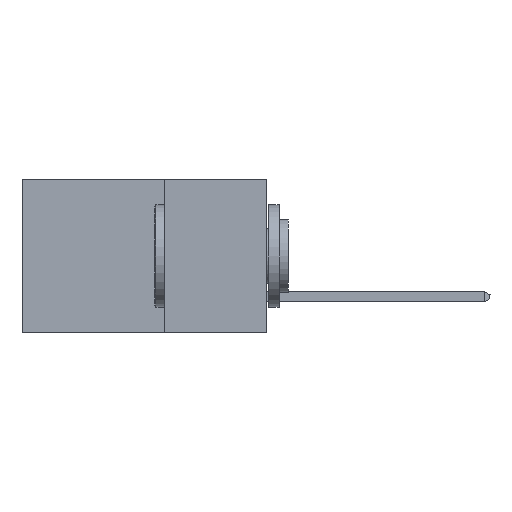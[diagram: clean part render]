
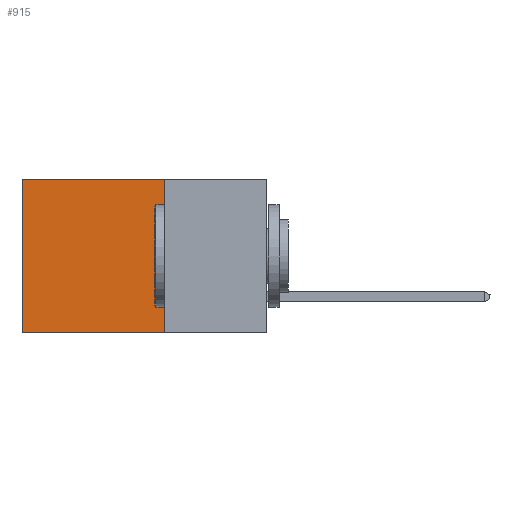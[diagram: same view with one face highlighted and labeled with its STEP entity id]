
A CAD part, left-side view. The second image highlights one B-rep face of the part: STEP entity #915.
In plain terms, the highlighted planar face has unit normal (-1, 0, 0).
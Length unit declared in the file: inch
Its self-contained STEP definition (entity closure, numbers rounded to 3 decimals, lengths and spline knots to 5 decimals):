
#501 = VERTEX_POINT ( 'NONE', #8401 ) ;
#865 = DIRECTION ( 'NONE',  ( 0., 1., 0. ) ) ;
#915 = ADVANCED_FACE ( 'NONE', ( #4471 ), #2409, .F. ) ;
#2267 = CARTESIAN_POINT ( 'NONE',  ( 0.2875, 0.25, -0.375 ) ) ;
#2292 = LINE ( 'NONE', #8733, #14674 ) ;
#2409 = PLANE ( 'NONE',  #10769 ) ;
#2449 = VECTOR ( 'NONE', #865, 39.37008 ) ;
#3395 = EDGE_CURVE ( 'NONE', #13091, #9725, #5159, .T. ) ;
#4471 = FACE_OUTER_BOUND ( 'NONE', #7366, .T. ) ;
#5159 = LINE ( 'NONE', #14601, #14157 ) ;
#5321 = CARTESIAN_POINT ( 'NONE',  ( 0.2875, 0.25, -0.375 ) ) ;
#5668 = DIRECTION ( 'NONE',  ( 0., 0., -1. ) ) ;
#5733 = VECTOR ( 'NONE', #17326, 39.37008 ) ;
#6182 = ORIENTED_EDGE ( 'NONE', *, *, #18103, .T. ) ;
#6317 = ORIENTED_EDGE ( 'NONE', *, *, #11213, .F. ) ;
#6989 = CARTESIAN_POINT ( 'NONE',  ( 0.2875, 0.6, 0. ) ) ;
#7366 = EDGE_LOOP ( 'NONE', ( #6182, #7394, #6317, #11435 ) ) ;
#7394 = ORIENTED_EDGE ( 'NONE', *, *, #15398, .F. ) ;
#7649 = LINE ( 'NONE', #2267, #2449 ) ;
#8140 = DIRECTION ( 'NONE',  ( 0., 0., -1. ) ) ;
#8401 = CARTESIAN_POINT ( 'NONE',  ( 0.2875, 0.25, -0.375 ) ) ;
#8733 = CARTESIAN_POINT ( 'NONE',  ( 0.2875, 0.25, -0.375 ) ) ;
#8764 = CARTESIAN_POINT ( 'NONE',  ( 0.2875, 0.6, -0.375 ) ) ;
#9725 = VERTEX_POINT ( 'NONE', #6989 ) ;
#10769 = AXIS2_PLACEMENT_3D ( 'NONE', #5321, #12433, #8140 ) ;
#11060 = CARTESIAN_POINT ( 'NONE',  ( 0.2875, 0.6, -0.375 ) ) ;
#11213 = EDGE_CURVE ( 'NONE', #13091, #501, #2292, .T. ) ;
#11435 = ORIENTED_EDGE ( 'NONE', *, *, #3395, .T. ) ;
#12433 = DIRECTION ( 'NONE',  ( 1., 0., 0. ) ) ;
#13091 = VERTEX_POINT ( 'NONE', #16130 ) ;
#13123 = DIRECTION ( 'NONE',  ( 0., 1., 0. ) ) ;
#14157 = VECTOR ( 'NONE', #13123, 39.37008 ) ;
#14601 = CARTESIAN_POINT ( 'NONE',  ( 0.2875, 0.25, 0. ) ) ;
#14674 = VECTOR ( 'NONE', #5668, 39.37008 ) ;
#15398 = EDGE_CURVE ( 'NONE', #501, #17393, #7649, .T. ) ;
#15831 = LINE ( 'NONE', #8764, #5733 ) ;
#16130 = CARTESIAN_POINT ( 'NONE',  ( 0.2875, 0.25, 0. ) ) ;
#17326 = DIRECTION ( 'NONE',  ( 0., 0., -1. ) ) ;
#17393 = VERTEX_POINT ( 'NONE', #11060 ) ;
#18103 = EDGE_CURVE ( 'NONE', #9725, #17393, #15831, .T. ) ;
